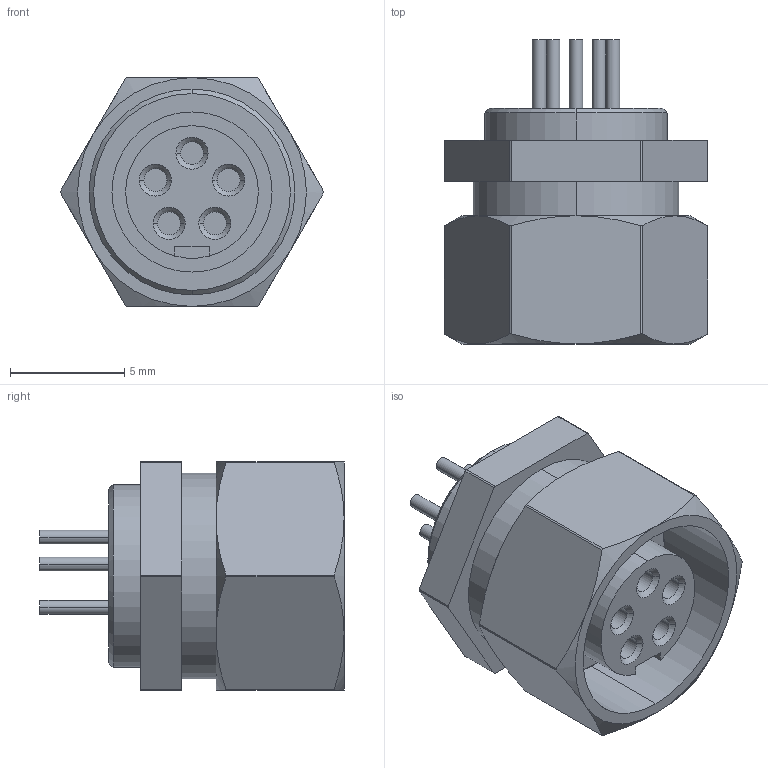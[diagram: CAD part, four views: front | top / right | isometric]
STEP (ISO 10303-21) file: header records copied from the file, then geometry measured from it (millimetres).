
FILE_DESCRIPTION((''),'2;1');
FILE_NAME('09-0098-20-05.stp','2005-07-06T11:30:32',('Kramp'),(''),'Autodesk Inventor 7','Autodesk Inventor 7','');
FILE_SCHEMA(('AUTOMOTIVE_DESIGN { 1 0 10303 214 1 1 1 1 }'));
Length unit declared in the file: millimetre
Products named in the file (1): 09-0098-20-05
Bounding box: 11.5 x 13.3 x 10 mm (x, y, z)
Volume: 597.2 mm3; surface area: 932.5 mm2
Topology: 1 solids, 1 shells, 106 faces, 233 edges, 146 vertices
Faces by surface type: cylinder 45, plane 35, cone 26
Entity records: 2928 total; most frequent: DIRECTION 539, CARTESIAN_POINT 534, ORIENTED_EDGE 466, EDGE_CURVE 233, AXIS2_PLACEMENT_3D 223, VERTEX_POINT 146, EDGE_LOOP 123, CIRCLE 116
